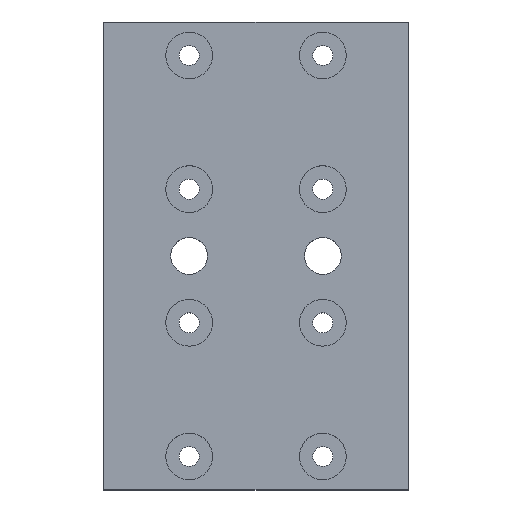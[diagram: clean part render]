
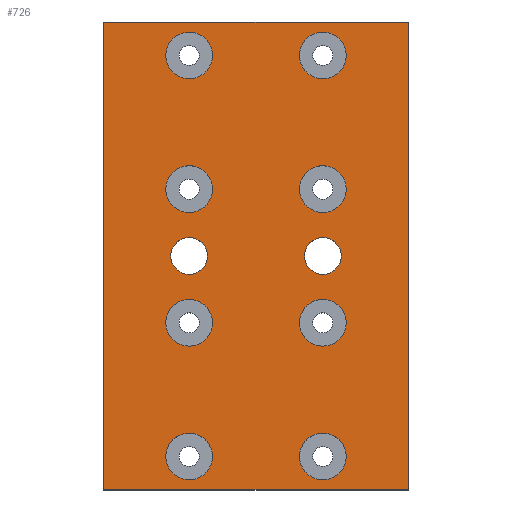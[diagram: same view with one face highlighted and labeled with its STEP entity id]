
A CAD part, top view. The second image highlights one B-rep face of the part: STEP entity #726.
In plain terms, the highlighted planar face has unit normal (0, 0, 1).
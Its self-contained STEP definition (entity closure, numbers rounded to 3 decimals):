
#39=FACE_BOUND('',#181,.T.);
#40=FACE_BOUND('',#182,.T.);
#41=FACE_BOUND('',#183,.T.);
#42=FACE_BOUND('',#184,.T.);
#43=FACE_BOUND('',#185,.T.);
#44=FACE_BOUND('',#186,.T.);
#45=FACE_BOUND('',#187,.T.);
#46=FACE_BOUND('',#188,.T.);
#47=FACE_BOUND('',#189,.T.);
#48=FACE_BOUND('',#190,.T.);
#68=PLANE('',#840);
#112=FACE_OUTER_BOUND('',#180,.T.);
#180=EDGE_LOOP('',(#645,#646,#647,#648));
#181=EDGE_LOOP('',(#649));
#182=EDGE_LOOP('',(#650));
#183=EDGE_LOOP('',(#651));
#184=EDGE_LOOP('',(#652));
#185=EDGE_LOOP('',(#653));
#186=EDGE_LOOP('',(#654));
#187=EDGE_LOOP('',(#655));
#188=EDGE_LOOP('',(#656));
#189=EDGE_LOOP('',(#657));
#190=EDGE_LOOP('',(#658));
#215=LINE('',#1257,#251);
#219=LINE('',#1265,#255);
#222=LINE('',#1271,#258);
#225=LINE('',#1276,#261);
#251=VECTOR('',#1057,10.);
#255=VECTOR('',#1063,10.);
#258=VECTOR('',#1068,10.);
#261=VECTOR('',#1073,10.);
#263=CIRCLE('',#742,3.5);
#267=CIRCLE('',#748,3.5);
#271=CIRCLE('',#754,3.5);
#275=CIRCLE('',#760,3.5);
#279=CIRCLE('',#766,3.5);
#283=CIRCLE('',#772,3.5);
#287=CIRCLE('',#778,3.5);
#291=CIRCLE('',#784,3.5);
#307=CIRCLE('',#814,2.75);
#309=CIRCLE('',#817,2.75);
#319=VERTEX_POINT('',#1081);
#323=VERTEX_POINT('',#1092);
#327=VERTEX_POINT('',#1103);
#331=VERTEX_POINT('',#1114);
#335=VERTEX_POINT('',#1125);
#339=VERTEX_POINT('',#1136);
#343=VERTEX_POINT('',#1147);
#347=VERTEX_POINT('',#1158);
#363=VERTEX_POINT('',#1211);
#365=VERTEX_POINT('',#1217);
#375=VERTEX_POINT('',#1255);
#376=VERTEX_POINT('',#1256);
#379=VERTEX_POINT('',#1264);
#381=VERTEX_POINT('',#1270);
#383=EDGE_CURVE('',#319,#319,#263,.T.);
#388=EDGE_CURVE('',#323,#323,#267,.T.);
#393=EDGE_CURVE('',#327,#327,#271,.T.);
#398=EDGE_CURVE('',#331,#331,#275,.T.);
#403=EDGE_CURVE('',#335,#335,#279,.T.);
#408=EDGE_CURVE('',#339,#339,#283,.T.);
#413=EDGE_CURVE('',#343,#343,#287,.T.);
#418=EDGE_CURVE('',#347,#347,#291,.T.);
#441=EDGE_CURVE('',#363,#363,#307,.T.);
#444=EDGE_CURVE('',#365,#365,#309,.T.);
#463=EDGE_CURVE('',#375,#376,#215,.T.);
#467=EDGE_CURVE('',#376,#379,#219,.T.);
#470=EDGE_CURVE('',#379,#381,#222,.T.);
#473=EDGE_CURVE('',#375,#381,#225,.T.);
#645=ORIENTED_EDGE('',*,*,#473,.F.);
#646=ORIENTED_EDGE('',*,*,#463,.T.);
#647=ORIENTED_EDGE('',*,*,#467,.T.);
#648=ORIENTED_EDGE('',*,*,#470,.T.);
#649=ORIENTED_EDGE('',*,*,#383,.T.);
#650=ORIENTED_EDGE('',*,*,#388,.T.);
#651=ORIENTED_EDGE('',*,*,#393,.T.);
#652=ORIENTED_EDGE('',*,*,#398,.T.);
#653=ORIENTED_EDGE('',*,*,#403,.T.);
#654=ORIENTED_EDGE('',*,*,#408,.T.);
#655=ORIENTED_EDGE('',*,*,#413,.T.);
#656=ORIENTED_EDGE('',*,*,#418,.T.);
#657=ORIENTED_EDGE('',*,*,#441,.T.);
#658=ORIENTED_EDGE('',*,*,#444,.T.);
#726=ADVANCED_FACE('',(#112,#39,#40,#41,#42,#43,#44,#45,#46,#47,#48),#68,
 .F.);
#742=AXIS2_PLACEMENT_3D('',#1082,#845,#846);
#748=AXIS2_PLACEMENT_3D('',#1093,#858,#859);
#754=AXIS2_PLACEMENT_3D('',#1104,#871,#872);
#760=AXIS2_PLACEMENT_3D('',#1115,#884,#885);
#766=AXIS2_PLACEMENT_3D('',#1126,#897,#898);
#772=AXIS2_PLACEMENT_3D('',#1137,#910,#911);
#778=AXIS2_PLACEMENT_3D('',#1148,#923,#924);
#784=AXIS2_PLACEMENT_3D('',#1159,#936,#937);
#814=AXIS2_PLACEMENT_3D('',#1212,#1003,#1004);
#817=AXIS2_PLACEMENT_3D('',#1218,#1010,#1011);
#840=AXIS2_PLACEMENT_3D('',#1279,#1077,#1078);
#845=DIRECTION('center_axis',(0.,0.,-1.));
#846=DIRECTION('ref_axis',(1.,0.,0.));
#858=DIRECTION('center_axis',(0.,0.,-1.));
#859=DIRECTION('ref_axis',(1.,0.,0.));
#871=DIRECTION('center_axis',(0.,0.,-1.));
#872=DIRECTION('ref_axis',(1.,0.,0.));
#884=DIRECTION('center_axis',(0.,0.,-1.));
#885=DIRECTION('ref_axis',(1.,0.,0.));
#897=DIRECTION('center_axis',(0.,0.,-1.));
#898=DIRECTION('ref_axis',(1.,0.,0.));
#910=DIRECTION('center_axis',(0.,0.,-1.));
#911=DIRECTION('ref_axis',(1.,0.,0.));
#923=DIRECTION('center_axis',(0.,0.,-1.));
#924=DIRECTION('ref_axis',(1.,0.,0.));
#936=DIRECTION('center_axis',(0.,0.,-1.));
#937=DIRECTION('ref_axis',(1.,0.,0.));
#1003=DIRECTION('center_axis',(0.,0.,-1.));
#1004=DIRECTION('ref_axis',(1.,0.,0.));
#1010=DIRECTION('center_axis',(0.,0.,-1.));
#1011=DIRECTION('ref_axis',(1.,0.,0.));
#1057=DIRECTION('',(0.,-1.,0.));
#1063=DIRECTION('',(1.,0.,0.));
#1068=DIRECTION('',(0.,1.,0.));
#1073=DIRECTION('',(1.,0.,0.));
#1077=DIRECTION('center_axis',(0.,0.,-1.));
#1078=DIRECTION('ref_axis',(-1.,0.,0.));
#1081=CARTESIAN_POINT('',(-58.,30.,0.));
#1082=CARTESIAN_POINT('Origin',(-54.5,30.,0.));
#1092=CARTESIAN_POINT('',(-58.,10.,0.));
#1093=CARTESIAN_POINT('Origin',(-54.5,10.,0.));
#1103=CARTESIAN_POINT('',(-58.,-10.,0.));
#1104=CARTESIAN_POINT('Origin',(-54.5,-10.,0.));
#1114=CARTESIAN_POINT('',(-58.,50.,0.));
#1115=CARTESIAN_POINT('Origin',(-54.5,50.,0.));
#1125=CARTESIAN_POINT('',(-38.,30.,0.));
#1126=CARTESIAN_POINT('Origin',(-34.5,30.,0.));
#1136=CARTESIAN_POINT('',(-38.,10.,0.));
#1137=CARTESIAN_POINT('Origin',(-34.5,10.,0.));
#1147=CARTESIAN_POINT('',(-38.,-10.,0.));
#1148=CARTESIAN_POINT('Origin',(-34.5,-10.,0.));
#1158=CARTESIAN_POINT('',(-38.,50.,0.));
#1159=CARTESIAN_POINT('Origin',(-34.5,50.,0.));
#1211=CARTESIAN_POINT('',(-37.25,20.,0.));
#1212=CARTESIAN_POINT('Origin',(-34.5,20.,0.));
#1217=CARTESIAN_POINT('',(-57.25,20.,0.));
#1218=CARTESIAN_POINT('Origin',(-54.5,20.,0.));
#1255=CARTESIAN_POINT('',(-67.3,55.,0.));
#1256=CARTESIAN_POINT('',(-67.3,-15.,0.));
#1257=CARTESIAN_POINT('',(-67.3,55.,0.));
#1264=CARTESIAN_POINT('',(-21.7,-15.,0.));
#1265=CARTESIAN_POINT('',(-22.25,-15.,0.));
#1270=CARTESIAN_POINT('',(-21.7,55.,0.));
#1271=CARTESIAN_POINT('',(-21.7,-15.,0.));
#1276=CARTESIAN_POINT('',(-66.75,55.,0.));
#1279=CARTESIAN_POINT('Origin',(-44.5,20.,0.));
